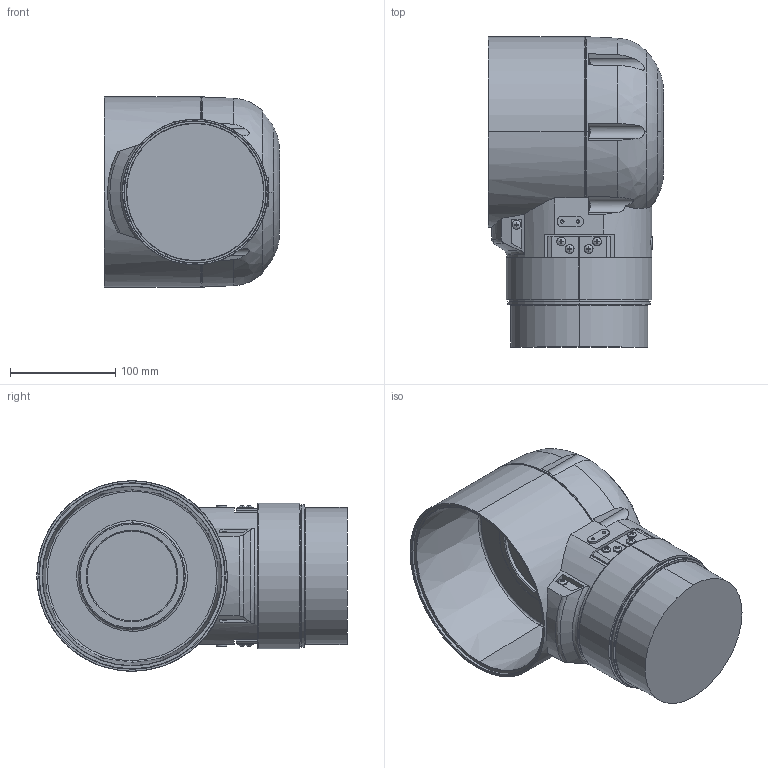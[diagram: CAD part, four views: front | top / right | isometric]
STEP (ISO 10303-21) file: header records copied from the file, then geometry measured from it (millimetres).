
FILE_DESCRIPTION (( 'STEP AP214' ), '1' );
FILE_NAME ('N6_A10SS J3.STEP', '2020-05-10T08:51:48', ( '' ), ( '' ), 'SwSTEP 2.0', 'SolidWorks 2019', '' );
FILE_SCHEMA (( 'AUTOMOTIVE_DESIGN' ));
Length unit declared in the file: millimetre
Products named in the file (1): N6_A10SS J3
Bounding box: 166 x 294.3 x 180.6 mm (x, y, z)
Volume: 3851580.9 mm3; surface area: 241527.3 mm2
Topology: 1 solids, 1 shells, 522 faces, 1392 edges, 909 vertices
Faces by surface type: plane 295, cylinder 155, bspline 42, cone 26, torus 4
Entity records: 24716 total; most frequent: CARTESIAN_POINT 6353, ORIENTED_EDGE 2760, DIRECTION 2460, EDGE_CURVE 1380, VERTEX_POINT 909, AXIS2_PLACEMENT_3D 872, LINE 716, VECTOR 716
